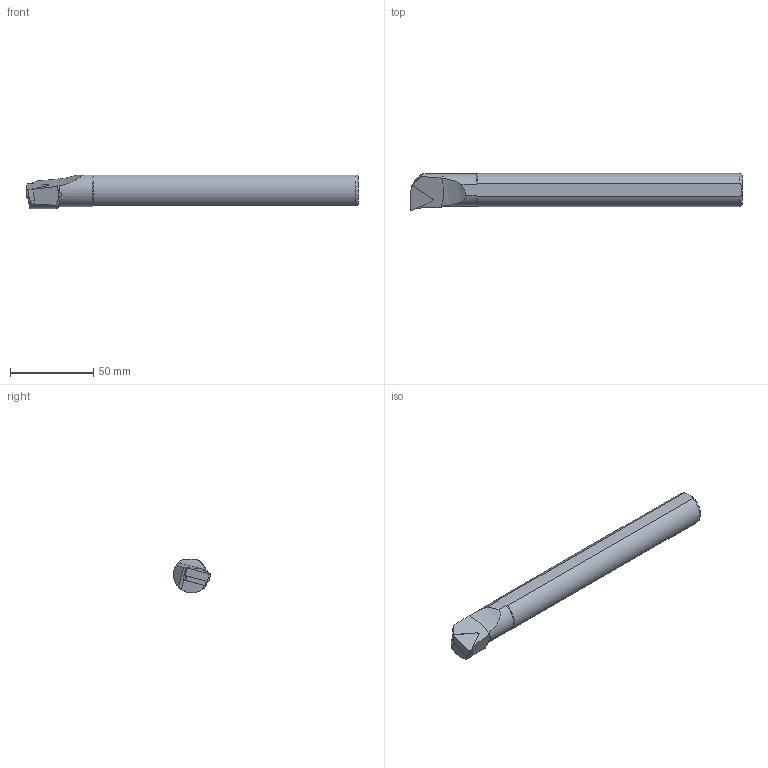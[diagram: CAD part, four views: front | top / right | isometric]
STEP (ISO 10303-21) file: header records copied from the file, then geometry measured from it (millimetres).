
FILE_DESCRIPTION(/* description */ (''),/* implementation_level */ '2;1');
FILE_NAME(/* name */ 'S20R-PTUNR-16.stp',/* time_stamp */ '2023-10-20T17:01:18+03:00',/* author */ (''),/* organization */ (''),/* preprocessor_version */ 'ST-DEVELOPER v19.4',/* originating_system */ 'SIEMENS PLM Software NX2306.3001',/* authorisation */ '');
FILE_SCHEMA (('AUTOMOTIVE_DESIGN { 1 0 10303 214 3 1 1 1 }'));
Length unit declared in the file: millimetre
Products named in the file (1): S20R-PTUNR-16
Bounding box: 199.93 x 22.49 x 20.24 mm (x, y, z)
Volume: 58770 mm3; surface area: 13409.7 mm2
Topology: 2 solids, 2 shells, 41 faces, 107 edges, 70 vertices
Faces by surface type: plane 21, cylinder 14, cone 4, torus 1, bspline 1
Entity records: 2188 total; most frequent: CARTESIAN_POINT 1174, ORIENTED_EDGE 210, DIRECTION 198, EDGE_CURVE 105, AXIS2_PLACEMENT_3D 74, VERTEX_POINT 69, LINE 50, VECTOR 50
